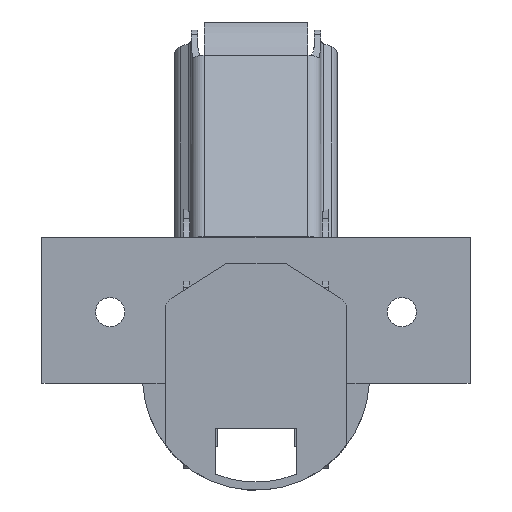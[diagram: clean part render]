
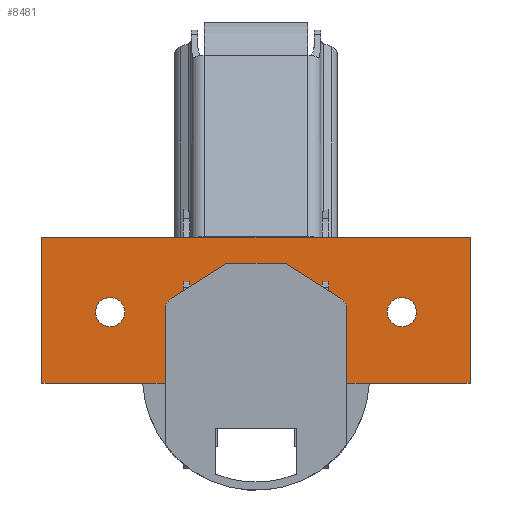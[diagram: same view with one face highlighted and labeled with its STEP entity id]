
A CAD part, top view. The second image highlights one B-rep face of the part: STEP entity #8481.
In plain terms, the highlighted face is planar.
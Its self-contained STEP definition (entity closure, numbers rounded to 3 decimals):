
#13 = VECTOR ( 'NONE', #5445, 1000. ) ;
#244 = CARTESIAN_POINT ( 'NONE',  ( 14., 11., 11.4 ) ) ;
#438 = DIRECTION ( 'NONE',  ( 0., 1., 0. ) ) ;
#520 = VERTEX_POINT ( 'NONE', #10352 ) ;
#561 = CARTESIAN_POINT ( 'NONE',  ( 20.25, 9.5, 11.4 ) ) ;
#562 = EDGE_CURVE ( 'NONE', #4286, #4930, #2768, .T. ) ;
#735 = VERTEX_POINT ( 'NONE', #12446 ) ;
#803 = CARTESIAN_POINT ( 'NONE',  ( -17.471, -1.5, 11.4 ) ) ;
#943 = DIRECTION ( 'NONE',  ( -1., 0., 0. ) ) ;
#1118 = VECTOR ( 'NONE', #2902, 1000. ) ;
#1134 = CARTESIAN_POINT ( 'NONE',  ( 4.5, 17., 11.4 ) ) ;
#1163 = DIRECTION ( 'NONE',  ( 1., 0., 0. ) ) ;
#1204 = DIRECTION ( 'NONE',  ( 0., -1., 0. ) ) ;
#1259 = EDGE_CURVE ( 'NONE', #2647, #8061, #8520, .T. ) ;
#1263 = LINE ( 'NONE', #10706, #8097 ) ;
#1414 = EDGE_CURVE ( 'NONE', #5317, #11251, #2458, .T. ) ;
#1589 = ORIENTED_EDGE ( 'NONE', *, *, #1760, .T. ) ;
#1734 = DIRECTION ( 'NONE',  ( 1., 0., 0. ) ) ;
#1760 = EDGE_CURVE ( 'NONE', #11251, #12475, #7920, .T. ) ;
#1871 = VECTOR ( 'NONE', #7101, 1000. ) ;
#1951 = VERTEX_POINT ( 'NONE', #3932 ) ;
#1988 = ORIENTED_EDGE ( 'NONE', *, *, #8111, .T. ) ;
#2020 = EDGE_CURVE ( 'NONE', #1951, #7959, #9040, .T. ) ;
#2032 = DIRECTION ( 'NONE',  ( 0., 0., 1. ) ) ;
#2036 = CARTESIAN_POINT ( 'NONE',  ( -14., 9.898, 11.4 ) ) ;
#2125 = CARTESIAN_POINT ( 'NONE',  ( 22.5, 9.5, 11.4 ) ) ;
#2186 = CARTESIAN_POINT ( 'NONE',  ( -4.5, 17., 11.4 ) ) ;
#2458 = LINE ( 'NONE', #244, #12088 ) ;
#2508 = CARTESIAN_POINT ( 'NONE',  ( 0., -1.5, 11.4 ) ) ;
#2632 = DIRECTION ( 'NONE',  ( 0., 0., 1. ) ) ;
#2647 = VERTEX_POINT ( 'NONE', #5556 ) ;
#2738 = CIRCLE ( 'NONE', #6030, 2.25 ) ;
#2762 = DIRECTION ( 'NONE',  ( 1., 0., 0. ) ) ;
#2768 = LINE ( 'NONE', #7039, #8458 ) ;
#2772 = EDGE_CURVE ( 'NONE', #8969, #11367, #5856, .T. ) ;
#2833 = CARTESIAN_POINT ( 'NONE',  ( 0., -1.5, 11.4 ) ) ;
#2902 = DIRECTION ( 'NONE',  ( -0.845, -0.534, 0. ) ) ;
#2908 = DIRECTION ( 'NONE',  ( 1., 0., 0. ) ) ;
#3130 = LINE ( 'NONE', #1134, #12173 ) ;
#3692 = AXIS2_PLACEMENT_3D ( 'NONE', #12333, #4075, #2908 ) ;
#3770 = CARTESIAN_POINT ( 'NONE',  ( -20.25, 9.5, 11.4 ) ) ;
#3831 = ORIENTED_EDGE ( 'NONE', *, *, #12030, .T. ) ;
#3832 = VECTOR ( 'NONE', #13280, 1000. ) ;
#3845 = EDGE_CURVE ( 'NONE', #12475, #520, #3130, .T. ) ;
#3852 = DIRECTION ( 'NONE',  ( 1., 0., 0. ) ) ;
#3932 = CARTESIAN_POINT ( 'NONE',  ( -33., 21., 11.4 ) ) ;
#3997 = CARTESIAN_POINT ( 'NONE',  ( -14., -11., 11.4 ) ) ;
#4069 = VERTEX_POINT ( 'NONE', #10764 ) ;
#4075 = DIRECTION ( 'NONE',  ( 0., 0., 1. ) ) ;
#4091 = CARTESIAN_POINT ( 'NONE',  ( 17.471, -1.5, 11.4 ) ) ;
#4092 = CARTESIAN_POINT ( 'NONE',  ( 12., 9.898, 11.4 ) ) ;
#4177 = AXIS2_PLACEMENT_3D ( 'NONE', #2125, #11552, #1163 ) ;
#4286 = VERTEX_POINT ( 'NONE', #803 ) ;
#4477 = PLANE ( 'NONE',  #3692 ) ;
#4691 = EDGE_CURVE ( 'NONE', #7622, #11423, #6173, .T. ) ;
#4791 = CARTESIAN_POINT ( 'NONE',  ( 14., 9.898, 11.4 ) ) ;
#4876 = DIRECTION ( 'NONE',  ( 0., 0., 1. ) ) ;
#4930 = VERTEX_POINT ( 'NONE', #7608 ) ;
#5084 = CARTESIAN_POINT ( 'NONE',  ( -22.5, 9.5, 11.4 ) ) ;
#5159 = DIRECTION ( 'NONE',  ( 1., 0., 0. ) ) ;
#5227 = DIRECTION ( 'NONE',  ( 0., 0., 1. ) ) ;
#5317 = VERTEX_POINT ( 'NONE', #9868 ) ;
#5358 = DIRECTION ( 'NONE',  ( -1., 0., 0. ) ) ;
#5439 = ORIENTED_EDGE ( 'NONE', *, *, #2020, .T. ) ;
#5445 = DIRECTION ( 'NONE',  ( 0., 1., 0. ) ) ;
#5556 = CARTESIAN_POINT ( 'NONE',  ( 33., -1.5, 11.4 ) ) ;
#5680 = CARTESIAN_POINT ( 'NONE',  ( -4.5, 17., 11.4 ) ) ;
#5770 = EDGE_CURVE ( 'NONE', #4930, #1951, #7522, .T. ) ;
#5856 = LINE ( 'NONE', #9157, #1118 ) ;
#5867 = LINE ( 'NONE', #2833, #1871 ) ;
#5916 = VECTOR ( 'NONE', #8914, 1000. ) ;
#6008 = DIRECTION ( 'NONE',  ( -1., 0., 0. ) ) ;
#6030 = AXIS2_PLACEMENT_3D ( 'NONE', #8912, #2632, #1734 ) ;
#6173 = CIRCLE ( 'NONE', #11013, 2.25 ) ;
#6228 = DIRECTION ( 'NONE',  ( 1., 0., 0. ) ) ;
#6447 = CARTESIAN_POINT ( 'NONE',  ( 0., -1.5, 11.4 ) ) ;
#6615 = VECTOR ( 'NONE', #2762, 1000. ) ;
#7039 = CARTESIAN_POINT ( 'NONE',  ( 0., -1.5, 11.4 ) ) ;
#7101 = DIRECTION ( 'NONE',  ( -1., 0., 0. ) ) ;
#7113 = ORIENTED_EDGE ( 'NONE', *, *, #562, .T. ) ;
#7131 = EDGE_CURVE ( 'NONE', #11423, #7622, #9918, .T. ) ;
#7256 = AXIS2_PLACEMENT_3D ( 'NONE', #4092, #2032, #6228 ) ;
#7323 = DIRECTION ( 'NONE',  ( -0.845, 0.534, 0. ) ) ;
#7352 = CARTESIAN_POINT ( 'NONE',  ( 13.068, 11.589, 11.4 ) ) ;
#7522 = LINE ( 'NONE', #11722, #13 ) ;
#7573 = ORIENTED_EDGE ( 'NONE', *, *, #10992, .T. ) ;
#7594 = ORIENTED_EDGE ( 'NONE', *, *, #4691, .T. ) ;
#7608 = CARTESIAN_POINT ( 'NONE',  ( -33., -1.5, 11.4 ) ) ;
#7622 = VERTEX_POINT ( 'NONE', #3770 ) ;
#7920 = CIRCLE ( 'NONE', #7256, 2. ) ;
#7959 = VERTEX_POINT ( 'NONE', #8442 ) ;
#8061 = VERTEX_POINT ( 'NONE', #4091 ) ;
#8097 = VECTOR ( 'NONE', #1204, 1000. ) ;
#8098 = DIRECTION ( 'NONE',  ( 1., 0., 0. ) ) ;
#8111 = EDGE_CURVE ( 'NONE', #7959, #2647, #1263, .T. ) ;
#8204 = EDGE_LOOP ( 'NONE', ( #10367, #12257 ) ) ;
#8211 = FACE_BOUND ( 'NONE', #8204, .T. ) ;
#8272 = ORIENTED_EDGE ( 'NONE', *, *, #10854, .T. ) ;
#8366 = EDGE_LOOP ( 'NONE', ( #8667, #7573, #8272, #13503, #7113, #9697, #5439, #1988, #13243, #3831, #8601, #1589, #10682, #8865 ) ) ;
#8442 = CARTESIAN_POINT ( 'NONE',  ( 33., 21., 11.4 ) ) ;
#8458 = VECTOR ( 'NONE', #6008, 1000. ) ;
#8481 = ADVANCED_FACE ( 'NONE', ( #9715, #8211, #13501 ), #4477, .F. ) ;
#8520 = LINE ( 'NONE', #6447, #12058 ) ;
#8601 = ORIENTED_EDGE ( 'NONE', *, *, #1414, .T. ) ;
#8667 = ORIENTED_EDGE ( 'NONE', *, *, #2772, .T. ) ;
#8865 = ORIENTED_EDGE ( 'NONE', *, *, #11481, .T. ) ;
#8912 = CARTESIAN_POINT ( 'NONE',  ( 22.5, 9.5, 11.4 ) ) ;
#8914 = DIRECTION ( 'NONE',  ( -1., 0., 0. ) ) ;
#8969 = VERTEX_POINT ( 'NONE', #5680 ) ;
#9040 = LINE ( 'NONE', #12194, #6615 ) ;
#9069 = CARTESIAN_POINT ( 'NONE',  ( -22.5, 9.5, 11.4 ) ) ;
#9157 = CARTESIAN_POINT ( 'NONE',  ( -14., 11., 11.4 ) ) ;
#9195 = AXIS2_PLACEMENT_3D ( 'NONE', #10406, #5227, #5159 ) ;
#9198 = VERTEX_POINT ( 'NONE', #2036 ) ;
#9501 = EDGE_CURVE ( 'NONE', #13129, #4069, #2738, .T. ) ;
#9697 = ORIENTED_EDGE ( 'NONE', *, *, #5770, .T. ) ;
#9715 = FACE_BOUND ( 'NONE', #13568, .T. ) ;
#9868 = CARTESIAN_POINT ( 'NONE',  ( 14., -1.5, 11.4 ) ) ;
#9918 = CIRCLE ( 'NONE', #12107, 2.25 ) ;
#10121 = LINE ( 'NONE', #3997, #3832 ) ;
#10233 = DIRECTION ( 'NONE',  ( 0., 0., 1. ) ) ;
#10292 = CIRCLE ( 'NONE', #9195, 2. ) ;
#10352 = CARTESIAN_POINT ( 'NONE',  ( 4.5, 17., 11.4 ) ) ;
#10367 = ORIENTED_EDGE ( 'NONE', *, *, #12507, .T. ) ;
#10406 = CARTESIAN_POINT ( 'NONE',  ( -12., 9.898, 11.4 ) ) ;
#10461 = CARTESIAN_POINT ( 'NONE',  ( -13.068, 11.589, 11.4 ) ) ;
#10482 = EDGE_CURVE ( 'NONE', #735, #4286, #5867, .T. ) ;
#10600 = CARTESIAN_POINT ( 'NONE',  ( -24.75, 9.5, 11.4 ) ) ;
#10682 = ORIENTED_EDGE ( 'NONE', *, *, #3845, .T. ) ;
#10706 = CARTESIAN_POINT ( 'NONE',  ( 33., 0., 11.4 ) ) ;
#10764 = CARTESIAN_POINT ( 'NONE',  ( 24.75, 9.5, 11.4 ) ) ;
#10854 = EDGE_CURVE ( 'NONE', #9198, #735, #10121, .T. ) ;
#10992 = EDGE_CURVE ( 'NONE', #11367, #9198, #10292, .T. ) ;
#11013 = AXIS2_PLACEMENT_3D ( 'NONE', #9069, #10233, #8098 ) ;
#11251 = VERTEX_POINT ( 'NONE', #4791 ) ;
#11367 = VERTEX_POINT ( 'NONE', #10461 ) ;
#11423 = VERTEX_POINT ( 'NONE', #10600 ) ;
#11481 = EDGE_CURVE ( 'NONE', #520, #8969, #11611, .T. ) ;
#11552 = DIRECTION ( 'NONE',  ( 0., 0., 1. ) ) ;
#11611 = LINE ( 'NONE', #2186, #12733 ) ;
#11722 = CARTESIAN_POINT ( 'NONE',  ( -33., 0., 11.4 ) ) ;
#12030 = EDGE_CURVE ( 'NONE', #8061, #5317, #13158, .T. ) ;
#12058 = VECTOR ( 'NONE', #943, 1000. ) ;
#12088 = VECTOR ( 'NONE', #438, 1000. ) ;
#12107 = AXIS2_PLACEMENT_3D ( 'NONE', #5084, #4876, #3852 ) ;
#12173 = VECTOR ( 'NONE', #7323, 1000. ) ;
#12194 = CARTESIAN_POINT ( 'NONE',  ( 0., 21., 11.4 ) ) ;
#12257 = ORIENTED_EDGE ( 'NONE', *, *, #9501, .T. ) ;
#12287 = ORIENTED_EDGE ( 'NONE', *, *, #7131, .T. ) ;
#12333 = CARTESIAN_POINT ( 'NONE',  ( 0., 0., 11.4 ) ) ;
#12446 = CARTESIAN_POINT ( 'NONE',  ( -14., -1.5, 11.4 ) ) ;
#12475 = VERTEX_POINT ( 'NONE', #7352 ) ;
#12507 = EDGE_CURVE ( 'NONE', #4069, #13129, #13396, .T. ) ;
#12733 = VECTOR ( 'NONE', #5358, 1000. ) ;
#13129 = VERTEX_POINT ( 'NONE', #561 ) ;
#13158 = LINE ( 'NONE', #2508, #5916 ) ;
#13243 = ORIENTED_EDGE ( 'NONE', *, *, #1259, .T. ) ;
#13280 = DIRECTION ( 'NONE',  ( 0., -1., 0. ) ) ;
#13396 = CIRCLE ( 'NONE', #4177, 2.25 ) ;
#13501 = FACE_OUTER_BOUND ( 'NONE', #8366, .T. ) ;
#13503 = ORIENTED_EDGE ( 'NONE', *, *, #10482, .T. ) ;
#13568 = EDGE_LOOP ( 'NONE', ( #7594, #12287 ) ) ;
